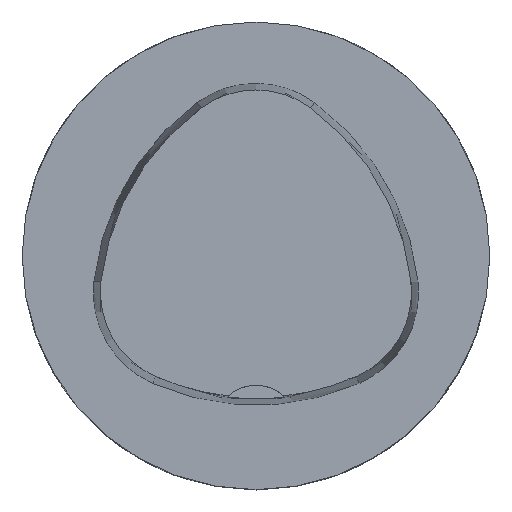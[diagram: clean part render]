
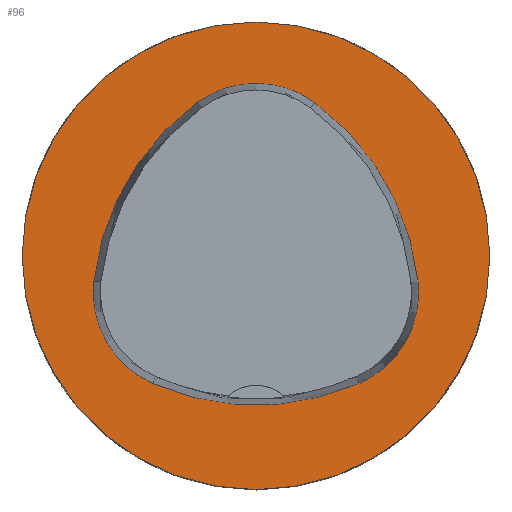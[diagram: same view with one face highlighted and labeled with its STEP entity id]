
A CAD part, top view. The second image highlights one B-rep face of the part: STEP entity #96.
In plain terms, the highlighted planar face has unit normal (0, 0, 1).
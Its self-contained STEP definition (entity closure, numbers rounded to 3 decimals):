
#39=PLANE('',#593);
#96=ADVANCED_FACE('',(#167,#168),#39,.T.);
#131=CIRCLE('',#565,40.);
#132=CIRCLE('',#571,44.);
#134=CIRCLE('',#574,17.);
#136=CIRCLE('',#577,44.);
#138=CIRCLE('',#580,17.);
#142=CIRCLE('',#585,44.);
#144=CIRCLE('',#588,17.);
#167=FACE_BOUND('',#208,.T.);
#168=FACE_BOUND('',#209,.T.);
#208=EDGE_LOOP('',(#313,#314,#315,#316,#317,#318));
#209=EDGE_LOOP('',(#319));
#313=ORIENTED_EDGE('',*,*,#470,.T.);
#314=ORIENTED_EDGE('',*,*,#450,.T.);
#315=ORIENTED_EDGE('',*,*,#454,.T.);
#316=ORIENTED_EDGE('',*,*,#457,.T.);
#317=ORIENTED_EDGE('',*,*,#460,.T.);
#318=ORIENTED_EDGE('',*,*,#468,.T.);
#319=ORIENTED_EDGE('',*,*,#441,.F.);
#394=VERTEX_POINT('',#838);
#403=VERTEX_POINT('',#857);
#404=VERTEX_POINT('',#858);
#407=VERTEX_POINT('',#866);
#409=VERTEX_POINT('',#872);
#411=VERTEX_POINT('',#878);
#418=VERTEX_POINT('',#899);
#441=EDGE_CURVE('',#394,#394,#131,.T.);
#450=EDGE_CURVE('',#403,#404,#132,.T.);
#454=EDGE_CURVE('',#404,#407,#134,.T.);
#457=EDGE_CURVE('',#407,#409,#136,.T.);
#460=EDGE_CURVE('',#409,#411,#138,.T.);
#468=EDGE_CURVE('',#411,#418,#142,.T.);
#470=EDGE_CURVE('',#418,#403,#144,.T.);
#565=AXIS2_PLACEMENT_3D('',#837,#657,#658);
#571=AXIS2_PLACEMENT_3D('',#856,#673,#674);
#574=AXIS2_PLACEMENT_3D('',#865,#681,#682);
#577=AXIS2_PLACEMENT_3D('',#871,#688,#689);
#580=AXIS2_PLACEMENT_3D('',#877,#695,#696);
#585=AXIS2_PLACEMENT_3D('',#900,#707,#708);
#588=AXIS2_PLACEMENT_3D('',#903,#713,#714);
#593=AXIS2_PLACEMENT_3D('',#908,#723,#724);
#657=DIRECTION('',(0.,0.,-1.));
#658=DIRECTION('',(-1.,0.,0.));
#673=DIRECTION('',(0.,0.,-1.));
#674=DIRECTION('',(-1.,0.,0.));
#681=DIRECTION('',(0.,0.,-1.));
#682=DIRECTION('',(-1.,0.,0.));
#688=DIRECTION('',(0.,0.,-1.));
#689=DIRECTION('',(-1.,0.,0.));
#695=DIRECTION('',(0.,0.,-1.));
#696=DIRECTION('',(-1.,0.,0.));
#707=DIRECTION('',(0.,0.,-1.));
#708=DIRECTION('',(-1.,0.,0.));
#713=DIRECTION('',(0.,0.,-1.));
#714=DIRECTION('',(-1.,0.,0.));
#723=DIRECTION('',(0.,0.,1.));
#724=DIRECTION('',(1.,0.,0.));
#837=CARTESIAN_POINT('',(0.,0.,0.));
#838=CARTESIAN_POINT('',(-40.,0.,0.));
#856=CARTESIAN_POINT('',(16.01,-9.224,0.));
#857=CARTESIAN_POINT('',(-27.722,-4.378,0.));
#858=CARTESIAN_POINT('',(-10.119,26.178,0.));
#865=CARTESIAN_POINT('',(-0.023,12.5,0.));
#866=CARTESIAN_POINT('',(10.049,26.194,0.));
#871=CARTESIAN_POINT('',(-16.021,-9.25,0.));
#872=CARTESIAN_POINT('',(27.71,-4.394,0.));
#877=CARTESIAN_POINT('',(10.814,-6.27,0.));
#878=CARTESIAN_POINT('',(17.611,-21.852,0.));
#899=CARTESIAN_POINT('',(-17.652,-21.819,0.));
#900=CARTESIAN_POINT('',(0.017,18.477,0.));
#903=CARTESIAN_POINT('',(-10.825,-6.25,0.));
#908=CARTESIAN_POINT('',(0.,0.,0.));
